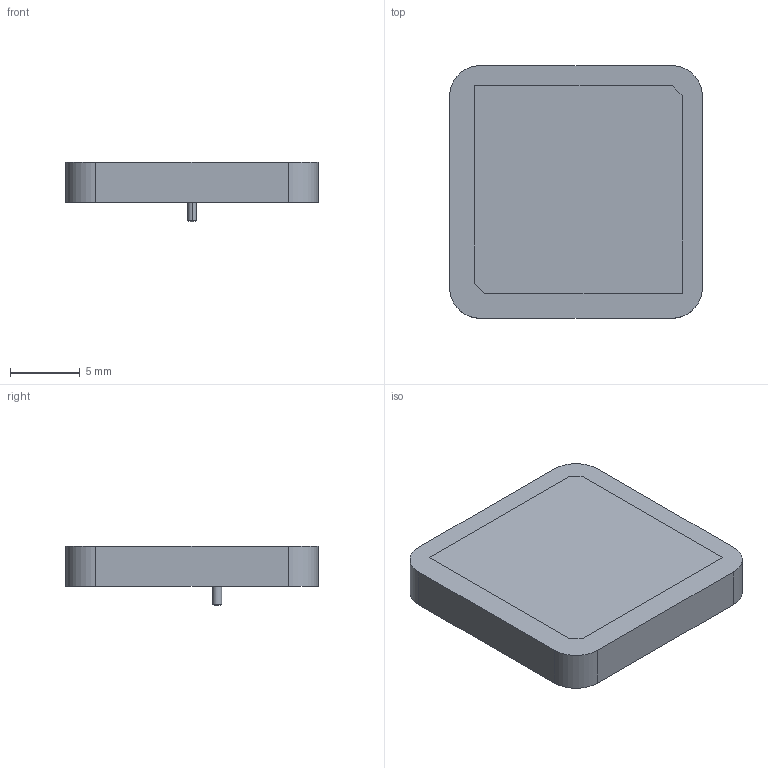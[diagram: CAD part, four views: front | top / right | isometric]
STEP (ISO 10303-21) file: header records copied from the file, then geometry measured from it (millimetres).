
FILE_DESCRIPTION(('FreeCAD Model'),'2;1');
FILE_NAME('Clone__of_User_Library-CGGP.25.A.step', '2018-03-28T20:13:03',('kicad StepUp'),('ksu MCAD'), 'Open CASCADE STEP processor 6.8','FreeCAD','Unknown');
FILE_SCHEMA(('AUTOMOTIVE_DESIGN_CC2 { 1 2 10303 214 -1 1 5 4 }'));
Length unit declared in the file: millimetre
Products named in the file (1): Clone__of_User_Library-CGGP.25.A
Bounding box: 18.07 x 18.07 x 4.26 mm (x, y, z)
Volume: 929.5 mm3; surface area: 845.4 mm2
Topology: 1 solids, 1 shells, 14 faces, 36 edges, 26 vertices
Faces by surface type: plane 7, cylinder 6, bspline 1
Entity records: 569 total; most frequent: CARTESIAN_POINT 110, ORIENTED_EDGE 72, DIRECTION 70, EDGE_CURVE 36, AXIS2_PLACEMENT_3D 26, VERTEX_POINT 26, LINE 18, VECTOR 18
